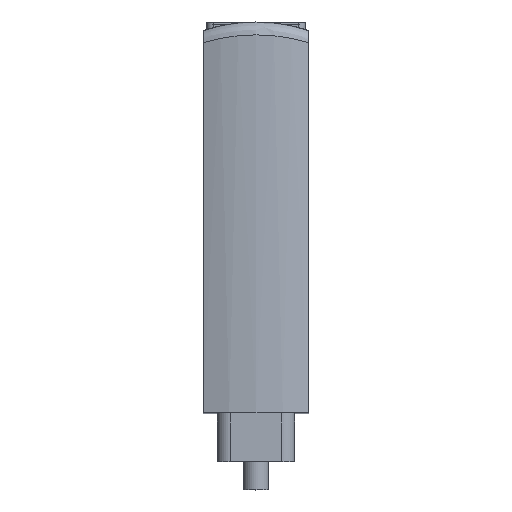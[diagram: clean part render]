
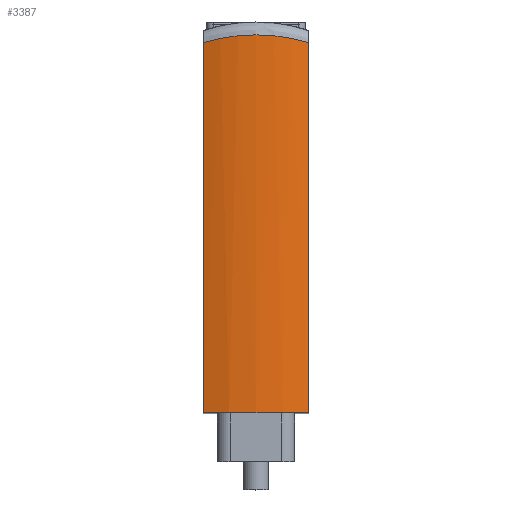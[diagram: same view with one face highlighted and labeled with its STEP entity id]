
A CAD part, top view. The second image highlights one B-rep face of the part: STEP entity #3387.
In plain terms, the highlighted cylindrical face has radius 19.5 mm (diameter 39 mm), a partial arc.
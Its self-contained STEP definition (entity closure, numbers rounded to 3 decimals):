
#31=ELLIPSE('',#3606,26.538,19.5);
#148=CYLINDRICAL_SURFACE('',#3625,19.5);
#199=CIRCLE('',#3555,19.5);
#393=FACE_OUTER_BOUND('',#593,.T.);
#593=EDGE_LOOP('',(#2914,#2915,#2916,#2917));
#762=LINE('',#5196,#1089);
#905=LINE('',#5758,#1232);
#1089=VECTOR('',#3998,43.081);
#1232=VECTOR('',#4361,43.081);
#1444=VERTEX_POINT('',#5193);
#1445=VERTEX_POINT('',#5195);
#1507=VERTEX_POINT('',#5586);
#1538=VERTEX_POINT('',#5747);
#1798=EDGE_CURVE('',#1444,#1445,#762,.T.);
#1921=EDGE_CURVE('',#1444,#1507,#199,.T.);
#1981=EDGE_CURVE('',#1507,#1538,#905,.T.);
#1988=EDGE_CURVE('',#1445,#1538,#31,.T.);
#2914=ORIENTED_EDGE('',*,*,#1988,.F.);
#2915=ORIENTED_EDGE('',*,*,#1798,.F.);
#2916=ORIENTED_EDGE('',*,*,#1921,.T.);
#2917=ORIENTED_EDGE('',*,*,#1981,.T.);
#3387=ADVANCED_FACE('',(#393),#148,.T.);
#3555=AXIS2_PLACEMENT_3D('',#5588,#4225,#4226);
#3606=AXIS2_PLACEMENT_3D('',#5835,#4374,#4375);
#3625=AXIS2_PLACEMENT_3D('',#5872,#4423,#4424);
#3998=DIRECTION('',(0.,1.,0.));
#4225=DIRECTION('center_axis',(0.,1.,0.));
#4226=DIRECTION('ref_axis',(-0.315,0.,0.949));
#4361=DIRECTION('',(0.,1.,0.));
#4374=DIRECTION('center_axis',(0.,0.735,-0.678));
#4375=DIRECTION('ref_axis',(0.,0.678,0.735));
#4423=DIRECTION('center_axis',(0.,1.,0.));
#4424=DIRECTION('ref_axis',(-0.315,0.,0.949));
#5193=CARTESIAN_POINT('',(-6.15,0.,121.605));
#5195=CARTESIAN_POINT('',(-6.15,43.081,121.605));
#5196=CARTESIAN_POINT('',(-6.15,0.,121.605));
#5586=CARTESIAN_POINT('',(6.15,0.,121.605));
#5588=CARTESIAN_POINT('Origin',(0.,0.,103.1));
#5747=CARTESIAN_POINT('',(6.15,43.081,121.605));
#5758=CARTESIAN_POINT('',(6.15,0.,121.605));
#5835=CARTESIAN_POINT('Origin',(0.,26.,103.1));
#5872=CARTESIAN_POINT('Origin',(0.,0.,103.1));
